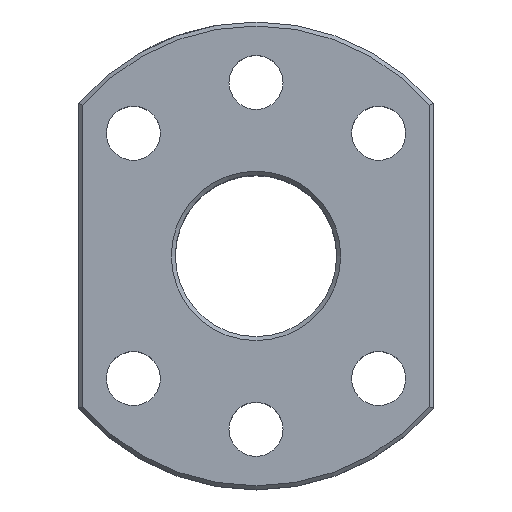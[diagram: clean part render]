
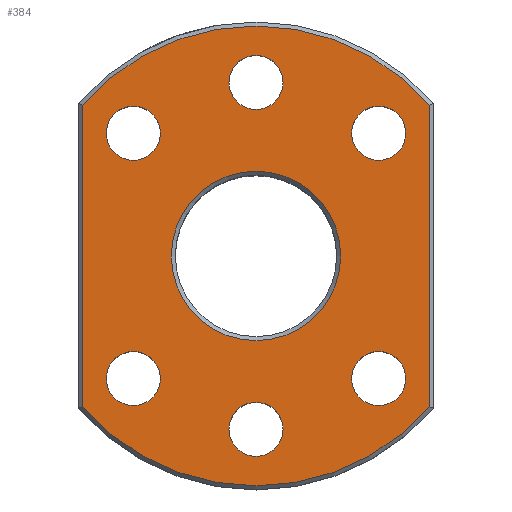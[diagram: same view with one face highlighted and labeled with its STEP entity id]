
A CAD part, top view. The second image highlights one B-rep face of the part: STEP entity #384.
In plain terms, the highlighted planar face has unit normal (0, 0, 1).
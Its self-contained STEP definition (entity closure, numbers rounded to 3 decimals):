
#134=PLANE('',#3453);
#384=ADVANCED_FACE('',(#916,#917,#918,#919,#920,#921,#922,#923),#134,.T.);
#916=FACE_BOUND('',#993,.T.);
#917=FACE_BOUND('',#994,.T.);
#918=FACE_BOUND('',#995,.T.);
#919=FACE_BOUND('',#996,.T.);
#920=FACE_BOUND('',#997,.T.);
#921=FACE_BOUND('',#998,.T.);
#922=FACE_BOUND('',#999,.T.);
#923=FACE_BOUND('',#1000,.T.);
#993=EDGE_LOOP('',(#1397));
#994=EDGE_LOOP('',(#1398,#1399,#1400,#1401));
#995=EDGE_LOOP('',(#1402));
#996=EDGE_LOOP('',(#1403));
#997=EDGE_LOOP('',(#1404));
#998=EDGE_LOOP('',(#1405));
#999=EDGE_LOOP('',(#1406));
#1000=EDGE_LOOP('',(#1407));
#1227=CIRCLE('',#3432,3.35);
#1229=CIRCLE('',#3435,3.35);
#1231=CIRCLE('',#3438,3.35);
#1233=CIRCLE('',#3441,3.35);
#1235=CIRCLE('',#3444,3.35);
#1237=CIRCLE('',#3447,3.35);
#1239=CIRCLE('',#3450,10.5);
#1240=CIRCLE('',#3451,28.5);
#1241=CIRCLE('',#3452,28.5);
#1397=ORIENTED_EDGE('',*,*,#2637,.T.);
#1398=ORIENTED_EDGE('',*,*,#2638,.T.);
#1399=ORIENTED_EDGE('',*,*,#2639,.T.);
#1400=ORIENTED_EDGE('',*,*,#2640,.T.);
#1401=ORIENTED_EDGE('',*,*,#2641,.T.);
#1402=ORIENTED_EDGE('',*,*,#2633,.T.);
#1403=ORIENTED_EDGE('',*,*,#2631,.F.);
#1404=ORIENTED_EDGE('',*,*,#2629,.T.);
#1405=ORIENTED_EDGE('',*,*,#2627,.F.);
#1406=ORIENTED_EDGE('',*,*,#2625,.T.);
#1407=ORIENTED_EDGE('',*,*,#2635,.F.);
#2305=VERTEX_POINT('',#5106);
#2307=VERTEX_POINT('',#5111);
#2309=VERTEX_POINT('',#5116);
#2311=VERTEX_POINT('',#5121);
#2313=VERTEX_POINT('',#5126);
#2315=VERTEX_POINT('',#5131);
#2317=VERTEX_POINT('',#5136);
#2318=VERTEX_POINT('',#5138);
#2319=VERTEX_POINT('',#5139);
#2320=VERTEX_POINT('',#5141);
#2321=VERTEX_POINT('',#5143);
#2625=EDGE_CURVE('',#2305,#2305,#1227,.T.);
#2627=EDGE_CURVE('',#2307,#2307,#1229,.T.);
#2629=EDGE_CURVE('',#2309,#2309,#1231,.T.);
#2631=EDGE_CURVE('',#2311,#2311,#1233,.T.);
#2633=EDGE_CURVE('',#2313,#2313,#1235,.T.);
#2635=EDGE_CURVE('',#2315,#2315,#1237,.T.);
#2637=EDGE_CURVE('',#2317,#2317,#1239,.T.);
#2638=EDGE_CURVE('',#2318,#2319,#2993,.T.);
#2639=EDGE_CURVE('',#2319,#2320,#1240,.T.);
#2640=EDGE_CURVE('',#2320,#2321,#2994,.T.);
#2641=EDGE_CURVE('',#2321,#2318,#1241,.T.);
#2993=LINE('',#5137,#3168);
#2994=LINE('',#5142,#3169);
#3168=VECTOR('',#3712,1.);
#3169=VECTOR('',#3715,1.);
#3432=AXIS2_PLACEMENT_3D('',#5105,#3674,#3675);
#3435=AXIS2_PLACEMENT_3D('',#5110,#3680,#3681);
#3438=AXIS2_PLACEMENT_3D('',#5115,#3686,#3687);
#3441=AXIS2_PLACEMENT_3D('',#5120,#3692,#3693);
#3444=AXIS2_PLACEMENT_3D('',#5125,#3698,#3699);
#3447=AXIS2_PLACEMENT_3D('',#5130,#3704,#3705);
#3450=AXIS2_PLACEMENT_3D('',#5135,#3710,#3711);
#3451=AXIS2_PLACEMENT_3D('',#5140,#3713,#3714);
#3452=AXIS2_PLACEMENT_3D('',#5144,#3716,#3717);
#3453=AXIS2_PLACEMENT_3D('',#5145,#3718,#3719);
#3674=DIRECTION('',(0.,0.,-1.));
#3675=DIRECTION('',(1.,0.,0.));
#3680=DIRECTION('',(0.,0.,1.));
#3681=DIRECTION('',(-1.,0.,0.));
#3686=DIRECTION('',(0.,0.,-1.));
#3687=DIRECTION('',(-1.,0.,0.));
#3692=DIRECTION('',(0.,0.,1.));
#3693=DIRECTION('',(1.,0.,0.));
#3698=DIRECTION('',(0.,0.,-1.));
#3699=DIRECTION('',(1.,0.,0.));
#3704=DIRECTION('',(0.,0.,1.));
#3705=DIRECTION('',(1.,0.,0.));
#3710=DIRECTION('',(0.,0.,-1.));
#3711=DIRECTION('',(1.,0.,0.));
#3712=DIRECTION('',(0.,-1.,0.));
#3713=DIRECTION('',(0.,0.,1.));
#3714=DIRECTION('',(1.,0.,0.));
#3715=DIRECTION('',(0.,1.,0.));
#3716=DIRECTION('',(0.,0.,1.));
#3717=DIRECTION('',(1.,0.,0.));
#3718=DIRECTION('',(0.,0.,1.));
#3719=DIRECTION('',(1.,0.,0.));
#5105=CARTESIAN_POINT('',(0.,-21.5,0.));
#5106=CARTESIAN_POINT('',(3.35,-21.5,0.));
#5110=CARTESIAN_POINT('',(-15.203,-15.203,0.));
#5111=CARTESIAN_POINT('',(-18.553,-15.203,0.));
#5115=CARTESIAN_POINT('',(-15.203,15.203,0.));
#5116=CARTESIAN_POINT('',(-18.553,15.203,0.));
#5120=CARTESIAN_POINT('',(0.,21.5,0.));
#5121=CARTESIAN_POINT('',(3.35,21.5,0.));
#5125=CARTESIAN_POINT('',(15.203,-15.203,0.));
#5126=CARTESIAN_POINT('',(18.553,-15.203,0.));
#5130=CARTESIAN_POINT('',(15.203,15.203,0.));
#5131=CARTESIAN_POINT('',(18.553,15.203,0.));
#5135=CARTESIAN_POINT('',(0.,0.,0.));
#5136=CARTESIAN_POINT('',(10.5,0.,0.));
#5137=CARTESIAN_POINT('',(-21.5,-18.894,0.));
#5138=CARTESIAN_POINT('',(-21.5,18.708,0.));
#5139=CARTESIAN_POINT('',(-21.5,-18.708,0.));
#5140=CARTESIAN_POINT('',(0.,0.,0.));
#5141=CARTESIAN_POINT('',(21.5,-18.708,0.));
#5142=CARTESIAN_POINT('',(21.5,18.894,0.));
#5143=CARTESIAN_POINT('',(21.5,18.708,0.));
#5144=CARTESIAN_POINT('',(0.,0.,0.));
#5145=CARTESIAN_POINT('',(0.,0.,0.));
